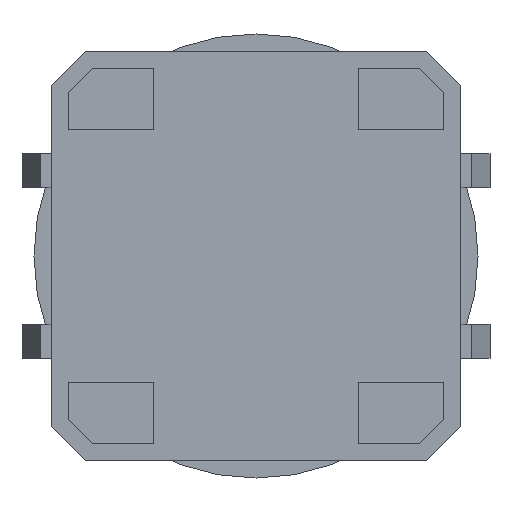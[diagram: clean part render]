
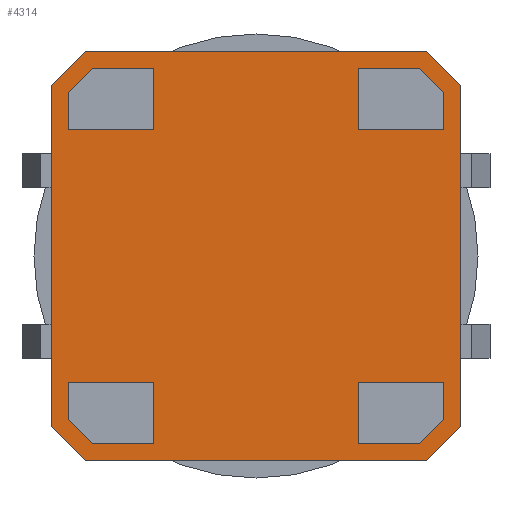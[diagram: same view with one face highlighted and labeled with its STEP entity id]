
A CAD part, front view. The second image highlights one B-rep face of the part: STEP entity #4314.
In plain terms, the highlighted planar face has unit normal (0, -1, 0).
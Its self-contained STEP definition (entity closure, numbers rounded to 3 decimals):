
#4314 = ADVANCED_FACE('',(#4315,#4381,#4423,#4465,#4507),#4549,.T.);
#4315 = FACE_BOUND('',#4316,.T.);
#4316 = EDGE_LOOP('',(#4317,#4327,#4335,#4343,#4351,#4359,#4367,#4375));
#4317 = ORIENTED_EDGE('',*,*,#4318,.F.);
#4318 = EDGE_CURVE('',#4319,#4321,#4323,.T.);
#4319 = VERTEX_POINT('',#4320);
#4320 = CARTESIAN_POINT('',(5.,0.,-6.));
#4321 = VERTEX_POINT('',#4322);
#4322 = CARTESIAN_POINT('',(-5.,0.,-6.));
#4323 = LINE('',#4324,#4325);
#4324 = CARTESIAN_POINT('',(5.,0.,-6.));
#4325 = VECTOR('',#4326,1.);
#4326 = DIRECTION('',(-1.,0.,0.));
#4327 = ORIENTED_EDGE('',*,*,#4328,.F.);
#4328 = EDGE_CURVE('',#4329,#4319,#4331,.T.);
#4329 = VERTEX_POINT('',#4330);
#4330 = CARTESIAN_POINT('',(6.,0.,-5.));
#4331 = LINE('',#4332,#4333);
#4332 = CARTESIAN_POINT('',(6.,0.,-5.));
#4333 = VECTOR('',#4334,1.);
#4334 = DIRECTION('',(-0.707,0.,-0.707));
#4335 = ORIENTED_EDGE('',*,*,#4336,.F.);
#4336 = EDGE_CURVE('',#4337,#4329,#4339,.T.);
#4337 = VERTEX_POINT('',#4338);
#4338 = CARTESIAN_POINT('',(6.,0.,5.));
#4339 = LINE('',#4340,#4341);
#4340 = CARTESIAN_POINT('',(6.,0.,5.));
#4341 = VECTOR('',#4342,1.);
#4342 = DIRECTION('',(0.,0.,-1.));
#4343 = ORIENTED_EDGE('',*,*,#4344,.F.);
#4344 = EDGE_CURVE('',#4345,#4337,#4347,.T.);
#4345 = VERTEX_POINT('',#4346);
#4346 = CARTESIAN_POINT('',(5.,0.,6.));
#4347 = LINE('',#4348,#4349);
#4348 = CARTESIAN_POINT('',(6.,0.,5.));
#4349 = VECTOR('',#4350,1.);
#4350 = DIRECTION('',(0.707,-0.,-0.707));
#4351 = ORIENTED_EDGE('',*,*,#4352,.F.);
#4352 = EDGE_CURVE('',#4353,#4345,#4355,.T.);
#4353 = VERTEX_POINT('',#4354);
#4354 = CARTESIAN_POINT('',(-5.,0.,6.));
#4355 = LINE('',#4356,#4357);
#4356 = CARTESIAN_POINT('',(5.,0.,6.));
#4357 = VECTOR('',#4358,1.);
#4358 = DIRECTION('',(1.,-0.,0.));
#4359 = ORIENTED_EDGE('',*,*,#4360,.F.);
#4360 = EDGE_CURVE('',#4361,#4353,#4363,.T.);
#4361 = VERTEX_POINT('',#4362);
#4362 = CARTESIAN_POINT('',(-6.,0.,5.));
#4363 = LINE('',#4364,#4365);
#4364 = CARTESIAN_POINT('',(-5.,0.,6.));
#4365 = VECTOR('',#4366,1.);
#4366 = DIRECTION('',(0.707,-0.,0.707));
#4367 = ORIENTED_EDGE('',*,*,#4368,.F.);
#4368 = EDGE_CURVE('',#4369,#4361,#4371,.T.);
#4369 = VERTEX_POINT('',#4370);
#4370 = CARTESIAN_POINT('',(-6.,0.,-5.));
#4371 = LINE('',#4372,#4373);
#4372 = CARTESIAN_POINT('',(-6.,0.,5.));
#4373 = VECTOR('',#4374,1.);
#4374 = DIRECTION('',(-0.,-0.,1.));
#4375 = ORIENTED_EDGE('',*,*,#4376,.F.);
#4376 = EDGE_CURVE('',#4321,#4369,#4377,.T.);
#4377 = LINE('',#4378,#4379);
#4378 = CARTESIAN_POINT('',(-5.,0.,-6.));
#4379 = VECTOR('',#4380,1.);
#4380 = DIRECTION('',(-0.707,0.,0.707));
#4381 = FACE_BOUND('',#4382,.T.);
#4382 = EDGE_LOOP('',(#4383,#4393,#4401,#4409,#4417));
#4383 = ORIENTED_EDGE('',*,*,#4384,.F.);
#4384 = EDGE_CURVE('',#4385,#4387,#4389,.T.);
#4385 = VERTEX_POINT('',#4386);
#4386 = CARTESIAN_POINT('',(3.,0.,5.5));
#4387 = VERTEX_POINT('',#4388);
#4388 = CARTESIAN_POINT('',(3.,0.,3.7));
#4389 = LINE('',#4390,#4391);
#4390 = CARTESIAN_POINT('',(3.,0.,5.5));
#4391 = VECTOR('',#4392,1.);
#4392 = DIRECTION('',(0.,0.,-1.));
#4393 = ORIENTED_EDGE('',*,*,#4394,.F.);
#4394 = EDGE_CURVE('',#4395,#4385,#4397,.T.);
#4395 = VERTEX_POINT('',#4396);
#4396 = CARTESIAN_POINT('',(4.793,0.,5.5));
#4397 = LINE('',#4398,#4399);
#4398 = CARTESIAN_POINT('',(3.,0.,5.5));
#4399 = VECTOR('',#4400,1.);
#4400 = DIRECTION('',(-1.,-0.,0.));
#4401 = ORIENTED_EDGE('',*,*,#4402,.F.);
#4402 = EDGE_CURVE('',#4403,#4395,#4405,.T.);
#4403 = VERTEX_POINT('',#4404);
#4404 = CARTESIAN_POINT('',(5.5,0.,4.793));
#4405 = LINE('',#4406,#4407);
#4406 = CARTESIAN_POINT('',(4.793,0.,5.5));
#4407 = VECTOR('',#4408,1.);
#4408 = DIRECTION('',(-0.707,-0.,0.707));
#4409 = ORIENTED_EDGE('',*,*,#4410,.F.);
#4410 = EDGE_CURVE('',#4411,#4403,#4413,.T.);
#4411 = VERTEX_POINT('',#4412);
#4412 = CARTESIAN_POINT('',(5.5,0.,3.7));
#4413 = LINE('',#4414,#4415);
#4414 = CARTESIAN_POINT('',(5.5,0.,4.793));
#4415 = VECTOR('',#4416,1.);
#4416 = DIRECTION('',(-0.,-0.,1.));
#4417 = ORIENTED_EDGE('',*,*,#4418,.F.);
#4418 = EDGE_CURVE('',#4387,#4411,#4419,.T.);
#4419 = LINE('',#4420,#4421);
#4420 = CARTESIAN_POINT('',(3.,0.,3.7));
#4421 = VECTOR('',#4422,1.);
#4422 = DIRECTION('',(1.,0.,0.));
#4423 = FACE_BOUND('',#4424,.T.);
#4424 = EDGE_LOOP('',(#4425,#4435,#4443,#4451,#4459));
#4425 = ORIENTED_EDGE('',*,*,#4426,.F.);
#4426 = EDGE_CURVE('',#4427,#4429,#4431,.T.);
#4427 = VERTEX_POINT('',#4428);
#4428 = CARTESIAN_POINT('',(4.793,0.,-5.5));
#4429 = VERTEX_POINT('',#4430);
#4430 = CARTESIAN_POINT('',(5.5,0.,-4.793));
#4431 = LINE('',#4432,#4433);
#4432 = CARTESIAN_POINT('',(4.793,0.,-5.5));
#4433 = VECTOR('',#4434,1.);
#4434 = DIRECTION('',(0.707,0.,0.707));
#4435 = ORIENTED_EDGE('',*,*,#4436,.F.);
#4436 = EDGE_CURVE('',#4437,#4427,#4439,.T.);
#4437 = VERTEX_POINT('',#4438);
#4438 = CARTESIAN_POINT('',(3.,0.,-5.5));
#4439 = LINE('',#4440,#4441);
#4440 = CARTESIAN_POINT('',(3.,0.,-5.5));
#4441 = VECTOR('',#4442,1.);
#4442 = DIRECTION('',(1.,0.,0.));
#4443 = ORIENTED_EDGE('',*,*,#4444,.F.);
#4444 = EDGE_CURVE('',#4445,#4437,#4447,.T.);
#4445 = VERTEX_POINT('',#4446);
#4446 = CARTESIAN_POINT('',(3.,0.,-3.7));
#4447 = LINE('',#4448,#4449);
#4448 = CARTESIAN_POINT('',(3.,0.,-5.5));
#4449 = VECTOR('',#4450,1.);
#4450 = DIRECTION('',(0.,-0.,-1.));
#4451 = ORIENTED_EDGE('',*,*,#4452,.F.);
#4452 = EDGE_CURVE('',#4453,#4445,#4455,.T.);
#4453 = VERTEX_POINT('',#4454);
#4454 = CARTESIAN_POINT('',(5.5,0.,-3.7));
#4455 = LINE('',#4456,#4457);
#4456 = CARTESIAN_POINT('',(3.,0.,-3.7));
#4457 = VECTOR('',#4458,1.);
#4458 = DIRECTION('',(-1.,-0.,-0.));
#4459 = ORIENTED_EDGE('',*,*,#4460,.F.);
#4460 = EDGE_CURVE('',#4429,#4453,#4461,.T.);
#4461 = LINE('',#4462,#4463);
#4462 = CARTESIAN_POINT('',(5.5,0.,-4.793));
#4463 = VECTOR('',#4464,1.);
#4464 = DIRECTION('',(0.,0.,1.));
#4465 = FACE_BOUND('',#4466,.T.);
#4466 = EDGE_LOOP('',(#4467,#4477,#4485,#4493,#4501));
#4467 = ORIENTED_EDGE('',*,*,#4468,.F.);
#4468 = EDGE_CURVE('',#4469,#4471,#4473,.T.);
#4469 = VERTEX_POINT('',#4470);
#4470 = CARTESIAN_POINT('',(-3.,0.,-5.5));
#4471 = VERTEX_POINT('',#4472);
#4472 = CARTESIAN_POINT('',(-3.,0.,-3.7));
#4473 = LINE('',#4474,#4475);
#4474 = CARTESIAN_POINT('',(-3.,0.,-5.5));
#4475 = VECTOR('',#4476,1.);
#4476 = DIRECTION('',(0.,0.,1.));
#4477 = ORIENTED_EDGE('',*,*,#4478,.F.);
#4478 = EDGE_CURVE('',#4479,#4469,#4481,.T.);
#4479 = VERTEX_POINT('',#4480);
#4480 = CARTESIAN_POINT('',(-4.793,0.,-5.5));
#4481 = LINE('',#4482,#4483);
#4482 = CARTESIAN_POINT('',(-3.,0.,-5.5));
#4483 = VECTOR('',#4484,1.);
#4484 = DIRECTION('',(1.,-0.,0.));
#4485 = ORIENTED_EDGE('',*,*,#4486,.F.);
#4486 = EDGE_CURVE('',#4487,#4479,#4489,.T.);
#4487 = VERTEX_POINT('',#4488);
#4488 = CARTESIAN_POINT('',(-5.5,0.,-4.793));
#4489 = LINE('',#4490,#4491);
#4490 = CARTESIAN_POINT('',(-4.793,0.,-5.5));
#4491 = VECTOR('',#4492,1.);
#4492 = DIRECTION('',(0.707,-0.,-0.707));
#4493 = ORIENTED_EDGE('',*,*,#4494,.F.);
#4494 = EDGE_CURVE('',#4495,#4487,#4497,.T.);
#4495 = VERTEX_POINT('',#4496);
#4496 = CARTESIAN_POINT('',(-5.5,0.,-3.7));
#4497 = LINE('',#4498,#4499);
#4498 = CARTESIAN_POINT('',(-5.5,0.,-4.793));
#4499 = VECTOR('',#4500,1.);
#4500 = DIRECTION('',(-0.,-0.,-1.));
#4501 = ORIENTED_EDGE('',*,*,#4502,.F.);
#4502 = EDGE_CURVE('',#4471,#4495,#4503,.T.);
#4503 = LINE('',#4504,#4505);
#4504 = CARTESIAN_POINT('',(-3.,0.,-3.7));
#4505 = VECTOR('',#4506,1.);
#4506 = DIRECTION('',(-1.,0.,0.));
#4507 = FACE_BOUND('',#4508,.T.);
#4508 = EDGE_LOOP('',(#4509,#4519,#4527,#4535,#4543));
#4509 = ORIENTED_EDGE('',*,*,#4510,.F.);
#4510 = EDGE_CURVE('',#4511,#4513,#4515,.T.);
#4511 = VERTEX_POINT('',#4512);
#4512 = CARTESIAN_POINT('',(-4.793,0.,5.5));
#4513 = VERTEX_POINT('',#4514);
#4514 = CARTESIAN_POINT('',(-5.5,0.,4.793));
#4515 = LINE('',#4516,#4517);
#4516 = CARTESIAN_POINT('',(-4.793,0.,5.5));
#4517 = VECTOR('',#4518,1.);
#4518 = DIRECTION('',(-0.707,0.,-0.707));
#4519 = ORIENTED_EDGE('',*,*,#4520,.F.);
#4520 = EDGE_CURVE('',#4521,#4511,#4523,.T.);
#4521 = VERTEX_POINT('',#4522);
#4522 = CARTESIAN_POINT('',(-3.,0.,5.5));
#4523 = LINE('',#4524,#4525);
#4524 = CARTESIAN_POINT('',(-3.,0.,5.5));
#4525 = VECTOR('',#4526,1.);
#4526 = DIRECTION('',(-1.,0.,0.));
#4527 = ORIENTED_EDGE('',*,*,#4528,.F.);
#4528 = EDGE_CURVE('',#4529,#4521,#4531,.T.);
#4529 = VERTEX_POINT('',#4530);
#4530 = CARTESIAN_POINT('',(-3.,0.,3.7));
#4531 = LINE('',#4532,#4533);
#4532 = CARTESIAN_POINT('',(-3.,0.,5.5));
#4533 = VECTOR('',#4534,1.);
#4534 = DIRECTION('',(0.,-0.,1.));
#4535 = ORIENTED_EDGE('',*,*,#4536,.F.);
#4536 = EDGE_CURVE('',#4537,#4529,#4539,.T.);
#4537 = VERTEX_POINT('',#4538);
#4538 = CARTESIAN_POINT('',(-5.5,0.,3.7));
#4539 = LINE('',#4540,#4541);
#4540 = CARTESIAN_POINT('',(-3.,0.,3.7));
#4541 = VECTOR('',#4542,1.);
#4542 = DIRECTION('',(1.,-0.,-0.));
#4543 = ORIENTED_EDGE('',*,*,#4544,.F.);
#4544 = EDGE_CURVE('',#4513,#4537,#4545,.T.);
#4545 = LINE('',#4546,#4547);
#4546 = CARTESIAN_POINT('',(-5.5,0.,4.793));
#4547 = VECTOR('',#4548,1.);
#4548 = DIRECTION('',(0.,0.,-1.));
#4549 = PLANE('',#4550);
#4550 = AXIS2_PLACEMENT_3D('',#4551,#4552,#4553);
#4551 = CARTESIAN_POINT('',(0.,0.,0.));
#4552 = DIRECTION('',(0.,-1.,-0.));
#4553 = DIRECTION('',(0.,0.,-1.));
